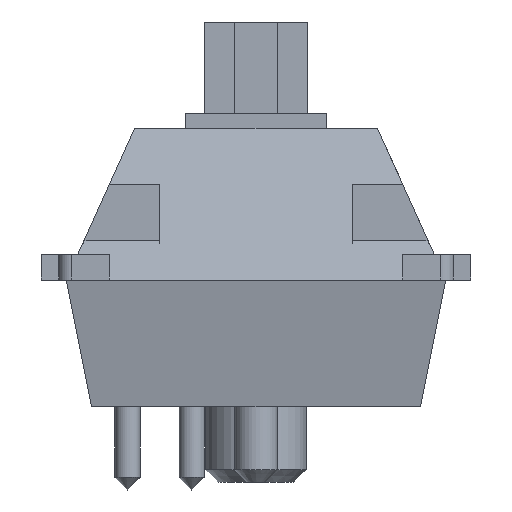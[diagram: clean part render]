
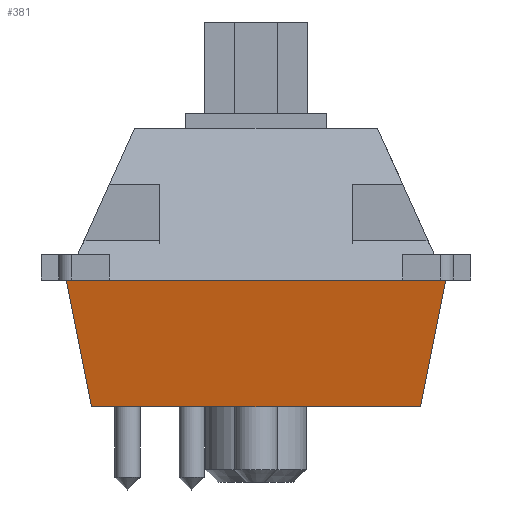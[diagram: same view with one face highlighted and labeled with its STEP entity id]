
A CAD part, left-side view. The second image highlights one B-rep face of the part: STEP entity #381.
In plain terms, the highlighted free-form (B-spline) face has degree [1, 1] with [2, 2] control points.
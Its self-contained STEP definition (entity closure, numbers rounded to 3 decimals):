
#55 = VERTEX_POINT('',#56);
#56 = CARTESIAN_POINT('',(-9.04,1.42,0.));
#64 = EDGE_CURVE('',#65,#55,#67,.T.);
#65 = VERTEX_POINT('',#66);
#66 = CARTESIAN_POINT('',(-9.04,-11.58,0.));
#67 = LINE('',#68,#69);
#68 = CARTESIAN_POINT('',(-9.04,-11.58,0.));
#69 = VECTOR('',#70,1.);
#70 = DIRECTION('',(0.,1.,0.));
#365 = VERTEX_POINT('',#366);
#366 = CARTESIAN_POINT('',(-10.04,2.42,5.));
#372 = EDGE_CURVE('',#55,#365,#373,.T.);
#373 = B_SPLINE_CURVE_WITH_KNOTS('',1,(#374,#375),.UNSPECIFIED.,.F.,.F.,
  (2,2),(0.,1.),.PIECEWISE_BEZIER_KNOTS.);
#374 = CARTESIAN_POINT('',(-9.04,1.42,0.));
#375 = CARTESIAN_POINT('',(-10.04,2.42,5.));
#381 = ADVANCED_FACE('',(#382),#415,.F.);
#382 = FACE_BOUND('',#383,.F.);
#383 = EDGE_LOOP('',(#384,#385,#386,#394,#402,#410));
#384 = ORIENTED_EDGE('',*,*,#64,.T.);
#385 = ORIENTED_EDGE('',*,*,#372,.T.);
#386 = ORIENTED_EDGE('',*,*,#387,.F.);
#387 = EDGE_CURVE('',#388,#365,#390,.T.);
#388 = VERTEX_POINT('',#389);
#389 = CARTESIAN_POINT('',(-10.04,0.72,5.));
#390 = LINE('',#391,#392);
#391 = CARTESIAN_POINT('',(-10.04,-12.58,5.));
#392 = VECTOR('',#393,1.);
#393 = DIRECTION('',(0.,1.,0.));
#394 = ORIENTED_EDGE('',*,*,#395,.F.);
#395 = EDGE_CURVE('',#396,#388,#398,.T.);
#396 = VERTEX_POINT('',#397);
#397 = CARTESIAN_POINT('',(-10.04,-10.88,5.));
#398 = LINE('',#399,#400);
#399 = CARTESIAN_POINT('',(-10.04,-12.58,5.));
#400 = VECTOR('',#401,1.);
#401 = DIRECTION('',(0.,1.,0.));
#402 = ORIENTED_EDGE('',*,*,#403,.F.);
#403 = EDGE_CURVE('',#404,#396,#406,.T.);
#404 = VERTEX_POINT('',#405);
#405 = CARTESIAN_POINT('',(-10.04,-12.58,5.));
#406 = LINE('',#407,#408);
#407 = CARTESIAN_POINT('',(-10.04,-12.58,5.));
#408 = VECTOR('',#409,1.);
#409 = DIRECTION('',(0.,1.,0.));
#410 = ORIENTED_EDGE('',*,*,#411,.F.);
#411 = EDGE_CURVE('',#65,#404,#412,.T.);
#412 = B_SPLINE_CURVE_WITH_KNOTS('',1,(#413,#414),.UNSPECIFIED.,.F.,.F.,
  (2,2),(0.,1.),.PIECEWISE_BEZIER_KNOTS.);
#413 = CARTESIAN_POINT('',(-9.04,-11.58,0.));
#414 = CARTESIAN_POINT('',(-10.04,-12.58,5.));
#415 = B_SPLINE_SURFACE_WITH_KNOTS('',1,1,(
    (#416,#417)
    ,(#418,#419
  )),.UNSPECIFIED.,.F.,.F.,.F.,(2,2),(2,2),(0.,15.),(0.,1.),
  .PIECEWISE_BEZIER_KNOTS.);
#416 = CARTESIAN_POINT('',(-9.04,-11.58,0.));
#417 = CARTESIAN_POINT('',(-10.04,-12.58,5.));
#418 = CARTESIAN_POINT('',(-9.04,1.42,0.));
#419 = CARTESIAN_POINT('',(-10.04,2.42,5.));
